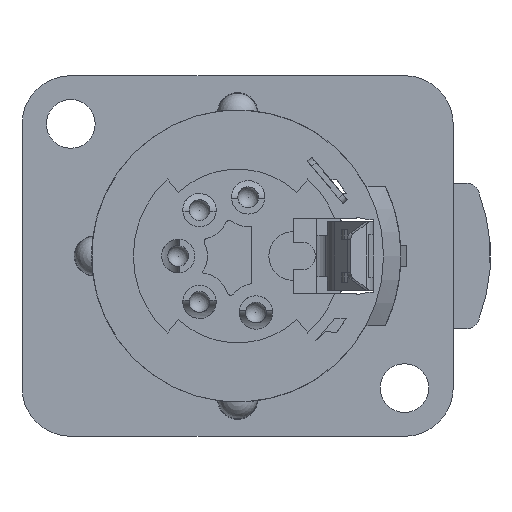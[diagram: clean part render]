
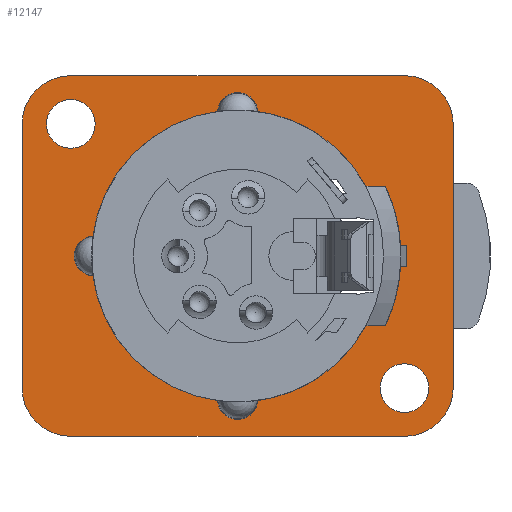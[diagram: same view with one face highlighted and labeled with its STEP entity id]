
A CAD part, left-side view. The second image highlights one B-rep face of the part: STEP entity #12147.
In plain terms, the highlighted planar face has unit normal (-1, 0, 0).
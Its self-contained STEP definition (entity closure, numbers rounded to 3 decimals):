
#266=FACE_BOUND('',#1819,.T.);
#267=FACE_BOUND('',#1820,.T.);
#268=FACE_BOUND('',#1821,.T.);
#269=FACE_BOUND('',#1822,.T.);
#623=PLANE('',#13031);
#1180=FACE_OUTER_BOUND('',#1818,.T.);
#1818=EDGE_LOOP('',(#10408,#10409,#10410,#10411,#10412,#10413,#10414,#10415));
#1819=EDGE_LOOP('',(#10416,#10417,#10418,#10419));
#1820=EDGE_LOOP('',(#10420,#10421,#10422,#10423,#10424,#10425,#10426,#10427,
#10428,#10429,#10430,#10431,#10432,#10433));
#1821=EDGE_LOOP('',(#10434));
#1822=EDGE_LOOP('',(#10435));
#2192=CIRCLE('',#13032,3.5);
#2193=CIRCLE('',#13033,3.5);
#2194=CIRCLE('',#13034,3.5);
#2195=CIRCLE('',#13035,3.5);
#2196=CIRCLE('',#13036,11.75);
#2197=CIRCLE('',#13037,10.5);
#2198=CIRCLE('',#13038,1.45);
#2199=CIRCLE('',#13039,10.5);
#2200=CIRCLE('',#13040,1.45);
#2201=CIRCLE('',#13041,10.5);
#2202=CIRCLE('',#13042,1.45);
#2203=CIRCLE('',#13043,10.5);
#2204=CIRCLE('',#13044,11.75);
#2205=CIRCLE('',#13045,1.75);
#2206=CIRCLE('',#13046,1.75);
#2398=LINE('',#16632,#3594);
#2402=LINE('',#16640,#3598);
#2639=LINE('',#17290,#3835);
#2647=LINE('',#17306,#3843);
#3334=LINE('',#20503,#4530);
#3335=LINE('',#20507,#4531);
#3336=LINE('',#20511,#4532);
#3337=LINE('',#20514,#4533);
#3338=LINE('',#20517,#4534);
#3339=LINE('',#20519,#4535);
#3340=LINE('',#20523,#4536);
#3341=LINE('',#20539,#4537);
#3342=LINE('',#20542,#4538);
#3594=VECTOR('',#13564,10.);
#3598=VECTOR('',#13570,10.);
#3835=VECTOR('',#14015,10.);
#3843=VECTOR('',#14039,10.);
#4530=VECTOR('',#15814,18.943);
#4531=VECTOR('',#15817,24.02);
#4532=VECTOR('',#15820,18.943);
#4533=VECTOR('',#15823,24.02);
#4534=VECTOR('',#15824,6.2);
#4535=VECTOR('',#15825,0.056);
#4536=VECTOR('',#15828,1.4);
#4537=VECTOR('',#15843,1.4);
#4538=VECTOR('',#15846,0.056);
#4807=VERTEX_POINT('',#16630);
#4808=VERTEX_POINT('',#16631);
#4811=VERTEX_POINT('',#16639);
#5040=VERTEX_POINT('',#17289);
#5688=VERTEX_POINT('',#20499);
#5689=VERTEX_POINT('',#20500);
#5690=VERTEX_POINT('',#20502);
#5691=VERTEX_POINT('',#20504);
#5692=VERTEX_POINT('',#20506);
#5693=VERTEX_POINT('',#20508);
#5694=VERTEX_POINT('',#20510);
#5695=VERTEX_POINT('',#20512);
#5696=VERTEX_POINT('',#20515);
#5697=VERTEX_POINT('',#20516);
#5698=VERTEX_POINT('',#20518);
#5699=VERTEX_POINT('',#20520);
#5700=VERTEX_POINT('',#20522);
#5701=VERTEX_POINT('',#20524);
#5702=VERTEX_POINT('',#20526);
#5703=VERTEX_POINT('',#20528);
#5704=VERTEX_POINT('',#20530);
#5705=VERTEX_POINT('',#20532);
#5706=VERTEX_POINT('',#20534);
#5707=VERTEX_POINT('',#20536);
#5708=VERTEX_POINT('',#20538);
#5709=VERTEX_POINT('',#20540);
#5710=VERTEX_POINT('',#20543);
#5711=VERTEX_POINT('',#20545);
#5991=EDGE_CURVE('',#4807,#4808,#2398,.T.);
#5995=EDGE_CURVE('',#4811,#4807,#2402,.T.);
#6286=EDGE_CURVE('',#4808,#5040,#2639,.T.);
#6294=EDGE_CURVE('',#5040,#4811,#2647,.T.);
#7300=EDGE_CURVE('',#5688,#5689,#2192,.T.);
#7301=EDGE_CURVE('',#5690,#5688,#3334,.T.);
#7302=EDGE_CURVE('',#5691,#5690,#2193,.T.);
#7303=EDGE_CURVE('',#5692,#5691,#3335,.T.);
#7304=EDGE_CURVE('',#5693,#5692,#2194,.T.);
#7305=EDGE_CURVE('',#5694,#5693,#3336,.T.);
#7306=EDGE_CURVE('',#5695,#5694,#2195,.T.);
#7307=EDGE_CURVE('',#5689,#5695,#3337,.T.);
#7308=EDGE_CURVE('',#5696,#5697,#3338,.T.);
#7309=EDGE_CURVE('',#5698,#5697,#3339,.T.);
#7310=EDGE_CURVE('',#5699,#5698,#2196,.T.);
#7311=EDGE_CURVE('',#5700,#5699,#3340,.T.);
#7312=EDGE_CURVE('',#5701,#5700,#2197,.T.);
#7313=EDGE_CURVE('',#5701,#5702,#2198,.T.);
#7314=EDGE_CURVE('',#5703,#5702,#2199,.T.);
#7315=EDGE_CURVE('',#5703,#5704,#2200,.T.);
#7316=EDGE_CURVE('',#5705,#5704,#2201,.T.);
#7317=EDGE_CURVE('',#5705,#5706,#2202,.T.);
#7318=EDGE_CURVE('',#5707,#5706,#2203,.T.);
#7319=EDGE_CURVE('',#5708,#5707,#3341,.T.);
#7320=EDGE_CURVE('',#5709,#5708,#2204,.T.);
#7321=EDGE_CURVE('',#5709,#5696,#3342,.T.);
#7322=EDGE_CURVE('',#5710,#5710,#2205,.T.);
#7323=EDGE_CURVE('',#5711,#5711,#2206,.T.);
#10408=ORIENTED_EDGE('',*,*,#7300,.F.);
#10409=ORIENTED_EDGE('',*,*,#7301,.F.);
#10410=ORIENTED_EDGE('',*,*,#7302,.F.);
#10411=ORIENTED_EDGE('',*,*,#7303,.F.);
#10412=ORIENTED_EDGE('',*,*,#7304,.F.);
#10413=ORIENTED_EDGE('',*,*,#7305,.F.);
#10414=ORIENTED_EDGE('',*,*,#7306,.F.);
#10415=ORIENTED_EDGE('',*,*,#7307,.F.);
#10416=ORIENTED_EDGE('',*,*,#5995,.T.);
#10417=ORIENTED_EDGE('',*,*,#5991,.T.);
#10418=ORIENTED_EDGE('',*,*,#6286,.T.);
#10419=ORIENTED_EDGE('',*,*,#6294,.T.);
#10420=ORIENTED_EDGE('',*,*,#7308,.T.);
#10421=ORIENTED_EDGE('',*,*,#7309,.F.);
#10422=ORIENTED_EDGE('',*,*,#7310,.F.);
#10423=ORIENTED_EDGE('',*,*,#7311,.F.);
#10424=ORIENTED_EDGE('',*,*,#7312,.F.);
#10425=ORIENTED_EDGE('',*,*,#7313,.T.);
#10426=ORIENTED_EDGE('',*,*,#7314,.F.);
#10427=ORIENTED_EDGE('',*,*,#7315,.T.);
#10428=ORIENTED_EDGE('',*,*,#7316,.F.);
#10429=ORIENTED_EDGE('',*,*,#7317,.T.);
#10430=ORIENTED_EDGE('',*,*,#7318,.F.);
#10431=ORIENTED_EDGE('',*,*,#7319,.F.);
#10432=ORIENTED_EDGE('',*,*,#7320,.F.);
#10433=ORIENTED_EDGE('',*,*,#7321,.T.);
#10434=ORIENTED_EDGE('',*,*,#7322,.F.);
#10435=ORIENTED_EDGE('',*,*,#7323,.F.);
#12147=ADVANCED_FACE('',(#1180,#266,#267,#268,#269),#623,.F.);
#13031=AXIS2_PLACEMENT_3D('',#20498,#15810,#15811);
#13032=AXIS2_PLACEMENT_3D('',#20501,#15812,#15813);
#13033=AXIS2_PLACEMENT_3D('',#20505,#15815,#15816);
#13034=AXIS2_PLACEMENT_3D('',#20509,#15818,#15819);
#13035=AXIS2_PLACEMENT_3D('',#20513,#15821,#15822);
#13036=AXIS2_PLACEMENT_3D('',#20521,#15826,#15827);
#13037=AXIS2_PLACEMENT_3D('',#20525,#15829,#15830);
#13038=AXIS2_PLACEMENT_3D('',#20527,#15831,#15832);
#13039=AXIS2_PLACEMENT_3D('',#20529,#15833,#15834);
#13040=AXIS2_PLACEMENT_3D('',#20531,#15835,#15836);
#13041=AXIS2_PLACEMENT_3D('',#20533,#15837,#15838);
#13042=AXIS2_PLACEMENT_3D('',#20535,#15839,#15840);
#13043=AXIS2_PLACEMENT_3D('',#20537,#15841,#15842);
#13044=AXIS2_PLACEMENT_3D('',#20541,#15844,#15845);
#13045=AXIS2_PLACEMENT_3D('',#20544,#15847,#15848);
#13046=AXIS2_PLACEMENT_3D('',#20546,#15849,#15850);
#13564=DIRECTION('',(0.,0.,-1.));
#13570=DIRECTION('',(0.,-1.,0.));
#14015=DIRECTION('',(0.,1.,0.));
#14039=DIRECTION('',(0.,0.,1.));
#15810=DIRECTION('center_axis',(1.,0.,0.));
#15811=DIRECTION('ref_axis',(0.,0.,1.));
#15812=DIRECTION('center_axis',(1.,0.,0.));
#15813=DIRECTION('ref_axis',(0.,-1.,0.));
#15814=DIRECTION('',(0.,0.,-1.));
#15815=DIRECTION('center_axis',(1.,0.,0.));
#15816=DIRECTION('ref_axis',(0.,0.,1.));
#15817=DIRECTION('',(0.,-1.,0.));
#15818=DIRECTION('center_axis',(1.,0.,0.));
#15819=DIRECTION('ref_axis',(0.,1.,0.));
#15820=DIRECTION('',(0.,0.,1.));
#15821=DIRECTION('center_axis',(1.,0.,0.));
#15822=DIRECTION('ref_axis',(0.,0.,-1.));
#15823=DIRECTION('',(0.,1.,0.));
#15824=DIRECTION('',(0.,0.,-1.));
#15825=DIRECTION('',(0.,-1.,0.));
#15826=DIRECTION('center_axis',(-1.,0.,0.));
#15827=DIRECTION('ref_axis',(0.,-0.905,-0.426));
#15828=DIRECTION('',(0.,-1.,0.));
#15829=DIRECTION('center_axis',(-1.,0.,0.));
#15830=DIRECTION('ref_axis',(0.,-0.138,-0.99));
#15831=DIRECTION('center_axis',(1.,0.,0.));
#15832=DIRECTION('ref_axis',(0.,-0.998,-0.069));
#15833=DIRECTION('center_axis',(-1.,0.,0.));
#15834=DIRECTION('ref_axis',(0.,0.99,-0.138));
#15835=DIRECTION('center_axis',(1.,0.,0.));
#15836=DIRECTION('ref_axis',(0.,0.069,-0.998));
#15837=DIRECTION('center_axis',(-1.,0.,0.));
#15838=DIRECTION('ref_axis',(0.,0.138,0.99));
#15839=DIRECTION('center_axis',(1.,0.,0.));
#15840=DIRECTION('ref_axis',(0.,0.998,0.069));
#15841=DIRECTION('center_axis',(-1.,0.,0.));
#15842=DIRECTION('ref_axis',(0.,-0.879,0.476));
#15843=DIRECTION('',(0.,1.,0.));
#15844=DIRECTION('center_axis',(-1.,0.,0.));
#15845=DIRECTION('ref_axis',(0.,-0.965,0.264));
#15846=DIRECTION('',(0.,-1.,0.));
#15847=DIRECTION('center_axis',(-1.,0.,0.));
#15848=DIRECTION('ref_axis',(0.,-1.,0.));
#15849=DIRECTION('center_axis',(-1.,0.,0.));
#15850=DIRECTION('ref_axis',(0.,1.,0.));
#16630=CARTESIAN_POINT('',(-2.,-11.448,0.775));
#16631=CARTESIAN_POINT('',(-2.,-11.448,-0.775));
#16632=CARTESIAN_POINT('',(-2.,-11.448,-0.387));
#16639=CARTESIAN_POINT('',(-2.,-11.447,0.775));
#16640=CARTESIAN_POINT('',(-2.,-5.345,0.775));
#17289=CARTESIAN_POINT('',(-2.,-11.447,-0.775));
#17290=CARTESIAN_POINT('',(-2.,-5.345,-0.775));
#17306=CARTESIAN_POINT('',(-2.,-11.447,-0.387));
#20498=CARTESIAN_POINT('Origin',(-2.,0.,0.));
#20499=CARTESIAN_POINT('',(-2.,-15.51,-9.471));
#20500=CARTESIAN_POINT('',(-2.,-12.01,-12.971));
#20501=CARTESIAN_POINT('Origin',(-2.,-12.01,-9.471));
#20502=CARTESIAN_POINT('',(-2.,-15.51,9.471));
#20503=CARTESIAN_POINT('',(-2.,-15.51,9.471));
#20504=CARTESIAN_POINT('',(-2.,-12.01,12.971));
#20505=CARTESIAN_POINT('Origin',(-2.,-12.01,9.471));
#20506=CARTESIAN_POINT('',(-2.,12.01,12.971));
#20507=CARTESIAN_POINT('',(-2.,12.01,12.971));
#20508=CARTESIAN_POINT('',(-2.,15.51,9.471));
#20509=CARTESIAN_POINT('Origin',(-2.,12.01,9.471));
#20510=CARTESIAN_POINT('',(-2.,15.51,-9.471));
#20511=CARTESIAN_POINT('',(-2.,15.51,-9.471));
#20512=CARTESIAN_POINT('',(-2.,12.01,-12.971));
#20513=CARTESIAN_POINT('Origin',(-2.,12.01,-9.471));
#20514=CARTESIAN_POINT('',(-2.,-12.01,-12.971));
#20515=CARTESIAN_POINT('',(-2.,-11.39,3.1));
#20516=CARTESIAN_POINT('',(-2.,-11.39,-3.1));
#20517=CARTESIAN_POINT('',(-2.,-11.39,3.1));
#20518=CARTESIAN_POINT('',(-2.,-11.334,-3.1));
#20519=CARTESIAN_POINT('',(-2.,-11.334,-3.1));
#20520=CARTESIAN_POINT('',(-2.,-10.633,-5.));
#20521=CARTESIAN_POINT('Origin',(-2.,0.,0.));
#20522=CARTESIAN_POINT('',(-2.,-9.233,-5.));
#20523=CARTESIAN_POINT('',(-2.,-9.233,-5.));
#20524=CARTESIAN_POINT('',(-2.,-1.447,-10.4));
#20525=CARTESIAN_POINT('Origin',(-2.,0.,0.));
#20526=CARTESIAN_POINT('',(-2.,1.447,-10.4));
#20527=CARTESIAN_POINT('Origin',(-2.,0.,-10.3));
#20528=CARTESIAN_POINT('',(-2.,10.4,-1.447));
#20529=CARTESIAN_POINT('Origin',(-2.,0.,0.));
#20530=CARTESIAN_POINT('',(-2.,10.4,1.447));
#20531=CARTESIAN_POINT('Origin',(-2.,10.3,0.));
#20532=CARTESIAN_POINT('',(-2.,1.447,10.4));
#20533=CARTESIAN_POINT('Origin',(-2.,0.,0.));
#20534=CARTESIAN_POINT('',(-2.,-1.447,10.4));
#20535=CARTESIAN_POINT('Origin',(-2.,0.,10.3));
#20536=CARTESIAN_POINT('',(-2.,-9.233,5.));
#20537=CARTESIAN_POINT('Origin',(-2.,0.,0.));
#20538=CARTESIAN_POINT('',(-2.,-10.633,5.));
#20539=CARTESIAN_POINT('',(-2.,-10.633,5.));
#20540=CARTESIAN_POINT('',(-2.,-11.334,3.1));
#20541=CARTESIAN_POINT('Origin',(-2.,0.,0.));
#20542=CARTESIAN_POINT('',(-2.,-11.334,3.1));
#20543=CARTESIAN_POINT('',(-2.,-10.25,-9.5));
#20544=CARTESIAN_POINT('Origin',(-2.,-12.,-9.5));
#20545=CARTESIAN_POINT('',(-2.,10.25,9.5));
#20546=CARTESIAN_POINT('Origin',(-2.,12.,9.5));
